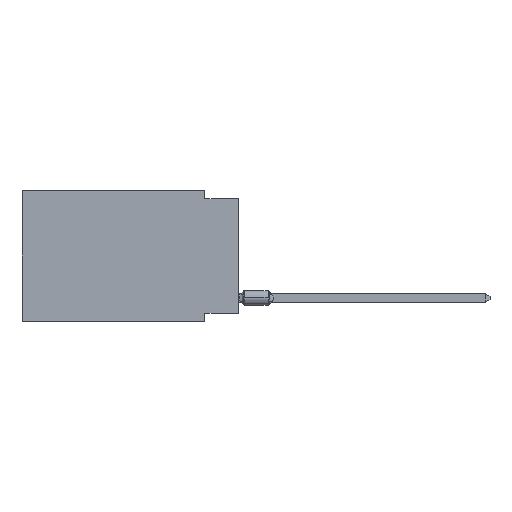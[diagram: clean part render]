
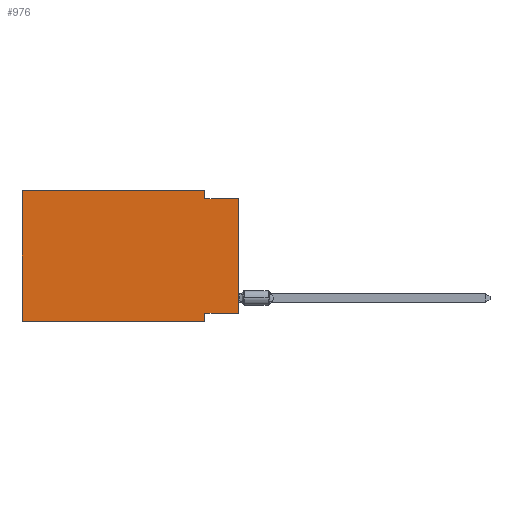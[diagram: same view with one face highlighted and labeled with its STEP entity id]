
A CAD part, left-side view. The second image highlights one B-rep face of the part: STEP entity #976.
In plain terms, the highlighted planar face has unit normal (-1, 0, 0).
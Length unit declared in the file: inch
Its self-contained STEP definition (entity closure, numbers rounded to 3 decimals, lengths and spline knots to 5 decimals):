
#243 = CARTESIAN_POINT ( 'NONE',  ( 0., 0.645, 0. ) ) ;
#422 = LINE ( 'NONE', #5230, #5045 ) ;
#553 = CARTESIAN_POINT ( 'NONE',  ( 0., 0.1, -0.025 ) ) ;
#633 = LINE ( 'NONE', #5434, #3109 ) ;
#976 = ADVANCED_FACE ( 'NONE', ( #7505 ), #12290, .F. ) ;
#1149 = CARTESIAN_POINT ( 'NONE',  ( 0., 0.1, -0.39 ) ) ;
#1211 = VECTOR ( 'NONE', #4395, 39.37008 ) ;
#1507 = EDGE_CURVE ( 'NONE', #2303, #14310, #3612, .T. ) ;
#1576 = DIRECTION ( 'NONE',  ( 0., -1., 0. ) ) ;
#1598 = CARTESIAN_POINT ( 'NONE',  ( 0., 0., -0.025 ) ) ;
#1609 = DIRECTION ( 'NONE',  ( 1., 0., 0. ) ) ;
#1781 = AXIS2_PLACEMENT_3D ( 'NONE', #11184, #1609, #6333 ) ;
#2110 = VECTOR ( 'NONE', #6919, 39.37008 ) ;
#2303 = VERTEX_POINT ( 'NONE', #3355 ) ;
#2524 = VERTEX_POINT ( 'NONE', #12439 ) ;
#3109 = VECTOR ( 'NONE', #1576, 39.37008 ) ;
#3355 = CARTESIAN_POINT ( 'NONE',  ( 0., 0., -0.365 ) ) ;
#3377 = CARTESIAN_POINT ( 'NONE',  ( 0., 0.1, -0.39 ) ) ;
#3612 = LINE ( 'NONE', #7070, #2110 ) ;
#3714 = EDGE_CURVE ( 'NONE', #10175, #14310, #12364, .T. ) ;
#4234 = VECTOR ( 'NONE', #8306, 39.37008 ) ;
#4348 = LINE ( 'NONE', #10528, #6471 ) ;
#4395 = DIRECTION ( 'NONE',  ( 0., 0., 1. ) ) ;
#4494 = CARTESIAN_POINT ( 'NONE',  ( 0., 0., -0.025 ) ) ;
#4518 = DIRECTION ( 'NONE',  ( 0., -1., 0. ) ) ;
#5045 = VECTOR ( 'NONE', #8830, 39.37008 ) ;
#5194 = EDGE_CURVE ( 'NONE', #2524, #7532, #7925, .T. ) ;
#5230 = CARTESIAN_POINT ( 'NONE',  ( 0., 0.1, 0. ) ) ;
#5388 = EDGE_CURVE ( 'NONE', #14418, #10175, #422, .T. ) ;
#5434 = CARTESIAN_POINT ( 'NONE',  ( 0., 0.645, 0. ) ) ;
#5626 = EDGE_CURVE ( 'NONE', #2524, #6593, #10478, .T. ) ;
#6138 = ORIENTED_EDGE ( 'NONE', *, *, #5626, .T. ) ;
#6327 = EDGE_LOOP ( 'NONE', ( #15511, #8405, #11920, #13672, #9516, #6138, #14279, #6681 ) ) ;
#6333 = DIRECTION ( 'NONE',  ( 0., 0., -1. ) ) ;
#6399 = DIRECTION ( 'NONE',  ( 0., -1., 0. ) ) ;
#6471 = VECTOR ( 'NONE', #13938, 39.37008 ) ;
#6593 = VERTEX_POINT ( 'NONE', #1149 ) ;
#6681 = ORIENTED_EDGE ( 'NONE', *, *, #14335, .F. ) ;
#6919 = DIRECTION ( 'NONE',  ( 0., 0., 1. ) ) ;
#7070 = CARTESIAN_POINT ( 'NONE',  ( 0., 0., 0. ) ) ;
#7505 = FACE_OUTER_BOUND ( 'NONE', #6327, .T. ) ;
#7532 = VERTEX_POINT ( 'NONE', #243 ) ;
#7925 = LINE ( 'NONE', #14058, #1211 ) ;
#8306 = DIRECTION ( 'NONE',  ( 0., 0., -1. ) ) ;
#8405 = ORIENTED_EDGE ( 'NONE', *, *, #3714, .F. ) ;
#8476 = CARTESIAN_POINT ( 'NONE',  ( 0., 0.1, 0. ) ) ;
#8830 = DIRECTION ( 'NONE',  ( 0., 0., -1. ) ) ;
#9516 = ORIENTED_EDGE ( 'NONE', *, *, #5194, .F. ) ;
#9792 = VECTOR ( 'NONE', #6399, 39.37008 ) ;
#10175 = VERTEX_POINT ( 'NONE', #553 ) ;
#10272 = EDGE_CURVE ( 'NONE', #7532, #14418, #633, .T. ) ;
#10478 = LINE ( 'NONE', #15288, #12304 ) ;
#10528 = CARTESIAN_POINT ( 'NONE',  ( 0., 0., -0.365 ) ) ;
#10585 = CARTESIAN_POINT ( 'NONE',  ( 0., 0.1, -0.365 ) ) ;
#10798 = VERTEX_POINT ( 'NONE', #10585 ) ;
#11184 = CARTESIAN_POINT ( 'NONE',  ( 0., 0.645, 0. ) ) ;
#11920 = ORIENTED_EDGE ( 'NONE', *, *, #5388, .F. ) ;
#12290 = PLANE ( 'NONE',  #1781 ) ;
#12304 = VECTOR ( 'NONE', #4518, 39.37008 ) ;
#12364 = LINE ( 'NONE', #1598, #9792 ) ;
#12439 = CARTESIAN_POINT ( 'NONE',  ( 0., 0.645, -0.39 ) ) ;
#13672 = ORIENTED_EDGE ( 'NONE', *, *, #10272, .F. ) ;
#13938 = DIRECTION ( 'NONE',  ( 0., 1., 0. ) ) ;
#14058 = CARTESIAN_POINT ( 'NONE',  ( 0., 0.645, 0. ) ) ;
#14279 = ORIENTED_EDGE ( 'NONE', *, *, #14820, .F. ) ;
#14310 = VERTEX_POINT ( 'NONE', #4494 ) ;
#14335 = EDGE_CURVE ( 'NONE', #2303, #10798, #4348, .T. ) ;
#14418 = VERTEX_POINT ( 'NONE', #8476 ) ;
#14820 = EDGE_CURVE ( 'NONE', #10798, #6593, #15544, .T. ) ;
#15288 = CARTESIAN_POINT ( 'NONE',  ( 0., 0.645, -0.39 ) ) ;
#15511 = ORIENTED_EDGE ( 'NONE', *, *, #1507, .T. ) ;
#15544 = LINE ( 'NONE', #3377, #4234 ) ;
